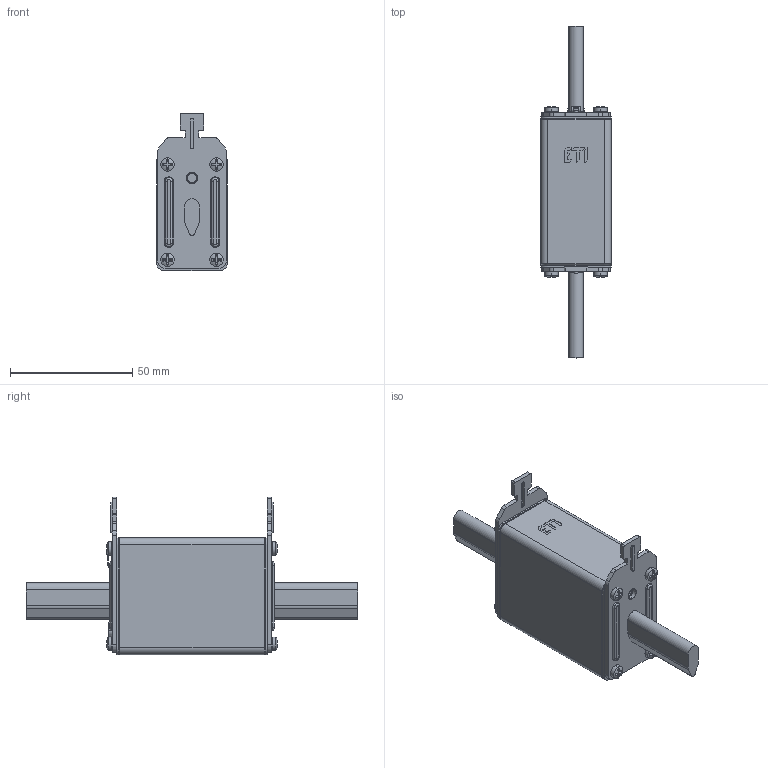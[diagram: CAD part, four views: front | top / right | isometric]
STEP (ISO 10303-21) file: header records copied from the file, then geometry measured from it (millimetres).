
FILE_DESCRIPTION((''),'2;1');
FILE_NAME('0000044565_ASM','2021-09-22T',('said.beganovic'),('Audax d.o.o.'),'CREO PARAMETRIC BY PTC INC, 2017020','CREO PARAMETRIC BY PTC INC, 2017020','');
FILE_SCHEMA(('AUTOMOTIVE_DESIGN { 1 0 10303 214 1 1 1 1 }'));
Length unit declared in the file: millimetre
Products named in the file (12): 0000011541; 0000011548; 0000003479; 0000003933; 0000003496_ASM; 0000003480; 0000003494_ASM; 0000011603; 0000011586_AF0; 0000011599; 0000011580; 0000044565_ASM
Assembly tree (21 placements, depth 3):
  0000044565_ASM
    0000011541
    0000011548  x2
    0000003496_ASM
      0000003479
      0000003933
    0000003494_ASM
      0000003480
      0000003933
    0000011603  x8
    0000011586_AF0
    0000011599  x2
    0000011580
Bounding box: 29 x 136 x 64.5 mm (x, y, z)
Volume: 95701 mm3; surface area: 29259.2 mm2
Topology: 19 solids, 31 shells, 835 faces, 2042 edges, 1288 vertices
Faces by surface type: plane 349, cylinder 239, torus 152, cone 44, bspline 35, sphere 16
Entity records: 34391 total; most frequent: CARTESIAN_POINT 11058, DIRECTION 2816, ORIENTED_EDGE 2492, PRESENTATION_STYLE_ASSIGNMENT 1812, STYLED_ITEM 1761, CURVE_STYLE 1270, EDGE_CURVE 1270, AXIS2_PLACEMENT_3D 1059
